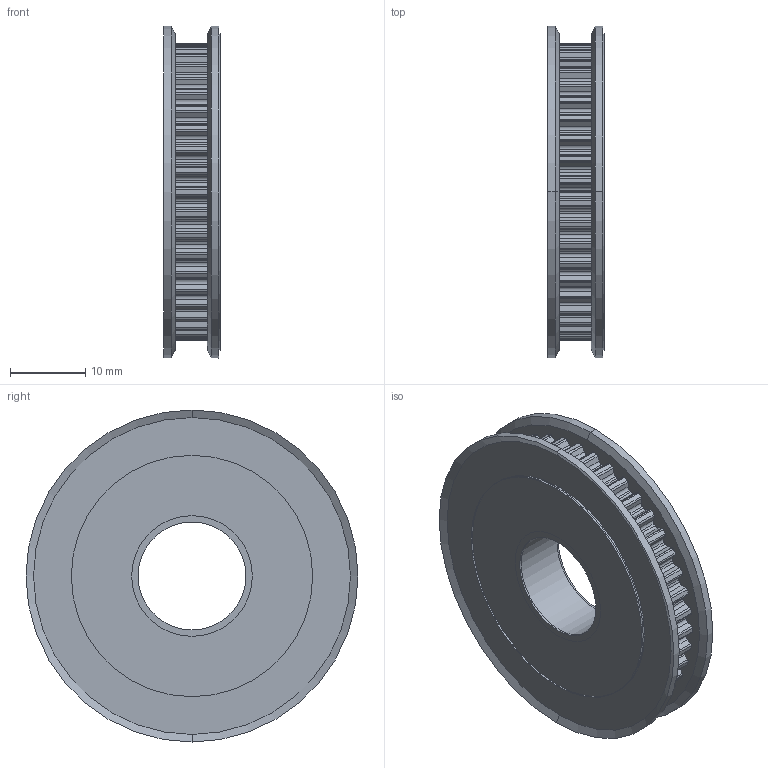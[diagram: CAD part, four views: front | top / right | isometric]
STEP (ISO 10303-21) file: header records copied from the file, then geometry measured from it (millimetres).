
FILE_DESCRIPTION(/* description */ (''),/* implementation_level */ '2;1');
FILE_NAME(/* name */ '42T_pulley v5.step',/* time_stamp */ '2016-12-15T11:44:03-08:00',/* author */ (''),/* organization */ (''),/* preprocessor_version */ 'ST-DEVELOPER v16.5',/* originating_system */ 'Autodesk Translation Framework v5.2.0.2920',/* authorisation */ '');
FILE_SCHEMA (('AUTOMOTIVE_DESIGN { 1 0 10303 214 3 1 1 }'));
Length unit declared in the file: millimetre
Products named in the file (2): 42T_pulley v5; 42T_pulley
Assembly tree (1 placements, depth 2):
  42T_pulley v5
    42T_pulley
Bounding box: 7.5 x 44 x 44 mm (x, y, z)
Volume: 762.6 mm3; surface area: 9726 mm2
Topology: 3 solids, 398 shells, 407 faces, 2256 edges, 2250 vertices
Faces by surface type: cylinder 303, plane 96, cone 8
Full cylindrical faces by diameter (mm): 14.287 x3, 16 x1, 32 x1, 42 x1
Entity records: 23293 total; most frequent: CARTESIAN_POINT 4910, DIRECTION 4206, ORIENTED_EDGE 2262, VERTEX_POINT 2250, EDGE_CURVE 2250, AXIS2_PLACEMENT_3D 1546, CIRCLE 1136, LINE 1114
